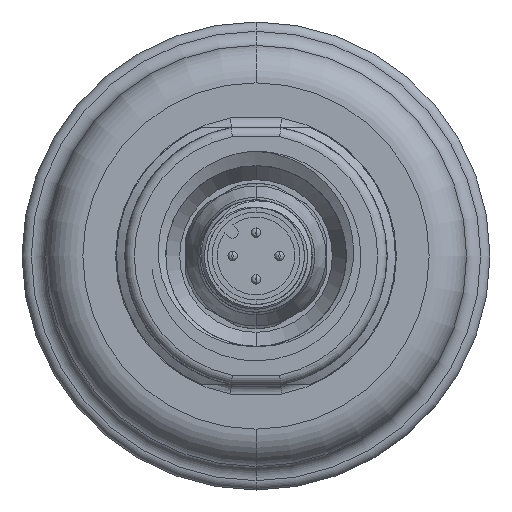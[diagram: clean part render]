
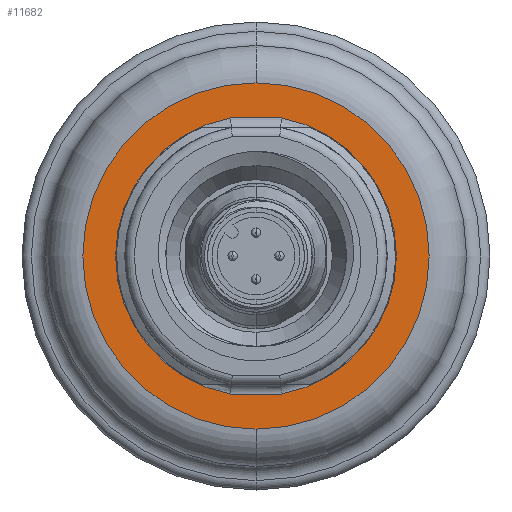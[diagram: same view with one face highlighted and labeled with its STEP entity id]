
A CAD part, front view. The second image highlights one B-rep face of the part: STEP entity #11682.
In plain terms, the highlighted planar face has unit normal (0, -1, 0).
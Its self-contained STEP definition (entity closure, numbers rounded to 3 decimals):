
#2133=CARTESIAN_POINT('',(0.,-3.,0.));
#2134=DIRECTION('',(0.,-1.,0.));
#2135=DIRECTION('',(0.,0.,-1.));
#2136=AXIS2_PLACEMENT_3D('',#2133,#2134,#2135);
#2138=CARTESIAN_POINT('',(0.,-3.,0.));
#2139=DIRECTION('',(0.,-1.,0.));
#2140=DIRECTION('',(0.,0.,1.));
#2141=AXIS2_PLACEMENT_3D('',#2138,#2139,#2140);
#2143=CARTESIAN_POINT('',(0.,-3.,0.));
#2144=DIRECTION('',(0.,-1.,0.));
#2145=DIRECTION('',(-0.182,0.,0.983));
#2146=AXIS2_PLACEMENT_3D('',#2143,#2144,#2145);
#2148=DIRECTION('',(1.,0.,0.));
#2149=VECTOR('',#2148,5.454);
#2150=CARTESIAN_POINT('',(-2.727,-3.,-14.75));
#2151=LINE('',#2150,#2149);
#2152=CARTESIAN_POINT('',(0.,-3.,0.));
#2153=DIRECTION('',(0.,-1.,0.));
#2154=DIRECTION('',(0.182,0.,-0.983));
#2155=AXIS2_PLACEMENT_3D('',#2152,#2153,#2154);
#2157=DIRECTION('',(-1.,0.,0.));
#2158=VECTOR('',#2157,5.454);
#2159=CARTESIAN_POINT('',(2.727,-3.,14.75));
#2160=LINE('',#2159,#2158);
#9062=CARTESIAN_POINT('',(-2.727,-3.,14.75));
#9063=CARTESIAN_POINT('',(-2.727,-3.,-14.75));
#9064=VERTEX_POINT('',#9062);
#9065=VERTEX_POINT('',#9063);
#9070=CARTESIAN_POINT('',(2.727,-3.,-14.75));
#9071=CARTESIAN_POINT('',(2.727,-3.,14.75));
#9072=VERTEX_POINT('',#9070);
#9073=VERTEX_POINT('',#9071);
#9322=CARTESIAN_POINT('',(0.,-3.,-18.5));
#9323=CARTESIAN_POINT('',(0.,-3.,18.5));
#9324=VERTEX_POINT('',#9322);
#9325=VERTEX_POINT('',#9323);
#11662=CARTESIAN_POINT('',(0.,-3.,0.));
#11663=DIRECTION('',(0.,-1.,0.));
#11664=DIRECTION('',(0.,0.,1.));
#11665=AXIS2_PLACEMENT_3D('',#11662,#11663,#11664);
#11666=PLANE('',#11665);
#11668=ORIENTED_EDGE('',*,*,#11667,.F.);
#11670=ORIENTED_EDGE('',*,*,#11669,.F.);
#11671=EDGE_LOOP('',(#11668,#11670));
#11672=FACE_OUTER_BOUND('',#11671,.F.);
#11673=ORIENTED_EDGE('',*,*,#11652,.T.);
#11675=ORIENTED_EDGE('',*,*,#11674,.T.);
#11677=ORIENTED_EDGE('',*,*,#11676,.T.);
#11679=ORIENTED_EDGE('',*,*,#11678,.T.);
#11680=EDGE_LOOP('',(#11673,#11675,#11677,#11679));
#11681=FACE_BOUND('',#11680,.F.);
#11682=ADVANCED_FACE('',(#11672,#11681),#11666,.T.);
#2137=CIRCLE('',#2136,18.5);
#2142=CIRCLE('',#2141,18.5);
#2147=CIRCLE('',#2146,15.);
#2156=CIRCLE('',#2155,15.);
#11652=EDGE_CURVE('',#9064,#9065,#2147,.T.);
#11667=EDGE_CURVE('',#9324,#9325,#2137,.T.);
#11669=EDGE_CURVE('',#9325,#9324,#2142,.T.);
#11674=EDGE_CURVE('',#9065,#9072,#2151,.T.);
#11676=EDGE_CURVE('',#9072,#9073,#2156,.T.);
#11678=EDGE_CURVE('',#9073,#9064,#2160,.T.);
